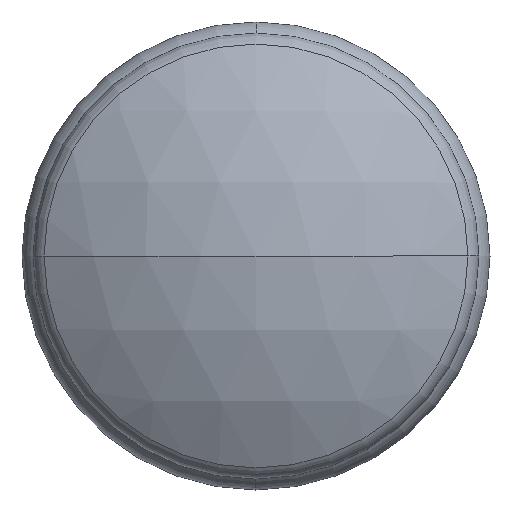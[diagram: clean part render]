
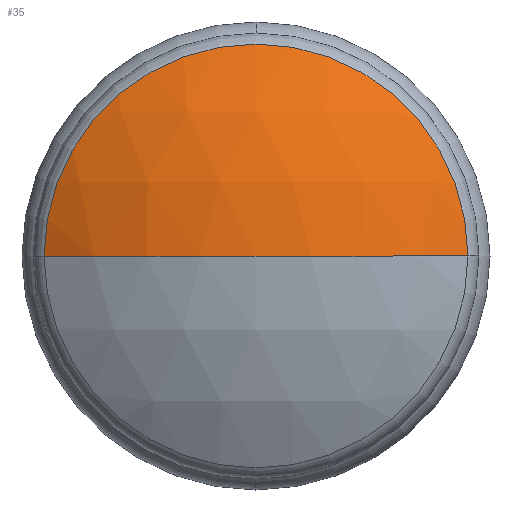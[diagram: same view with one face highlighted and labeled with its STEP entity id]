
A CAD part, left-side view. The second image highlights one B-rep face of the part: STEP entity #35.
In plain terms, the highlighted spherical face has radius 4.454 mm.
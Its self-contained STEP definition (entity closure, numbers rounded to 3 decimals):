
#35 = ADVANCED_FACE ( 'NONE', ( #1224 ), #1231, .T. ) ;
#150 = DIRECTION ( 'NONE',  ( 0., 0., 1. ) ) ;
#152 = CARTESIAN_POINT ( 'NONE',  ( 0., 0., 0. ) ) ;
#155 = DIRECTION ( 'NONE',  ( 0., 1., 0. ) ) ;
#346 = ORIENTED_EDGE ( 'NONE', *, *, #1347, .F. ) ;
#347 = ORIENTED_EDGE ( 'NONE', *, *, #1348, .T. ) ;
#348 = ORIENTED_EDGE ( 'NONE', *, *, #1349, .F. ) ;
#541 = CIRCLE ( 'NONE', #1466, 4.454 ) ;
#544 = CIRCLE ( 'NONE', #1467, 4.454 ) ;
#546 = CIRCLE ( 'NONE', #1468, 2.335 ) ;
#723 = CARTESIAN_POINT ( 'NONE',  ( -4.454, 0., 0. ) ) ;
#725 = CARTESIAN_POINT ( 'NONE',  ( -3.793, 2.335, 0. ) ) ;
#727 = CARTESIAN_POINT ( 'NONE',  ( -3.793, -2.335, 0. ) ) ;
#831 = CARTESIAN_POINT ( 'NONE',  ( 0., 0., 0. ) ) ;
#832 = DIRECTION ( 'NONE',  ( 0., 0., -1. ) ) ;
#833 = DIRECTION ( 'NONE',  ( -1., 0., 0. ) ) ;
#834 = CARTESIAN_POINT ( 'NONE',  ( 0., 0., 0. ) ) ;
#835 = DIRECTION ( 'NONE',  ( 0., 0., 1. ) ) ;
#836 = DIRECTION ( 'NONE',  ( 0., -1., 0. ) ) ;
#837 = CARTESIAN_POINT ( 'NONE',  ( -3.793, 0., 0. ) ) ;
#838 = DIRECTION ( 'NONE',  ( 1., 0., 0. ) ) ;
#839 = DIRECTION ( 'NONE',  ( 0., 1., 0. ) ) ;
#1118 = VERTEX_POINT ( 'NONE', #723 ) ;
#1120 = VERTEX_POINT ( 'NONE', #725 ) ;
#1122 = VERTEX_POINT ( 'NONE', #727 ) ;
#1138 = EDGE_LOOP ( 'NONE', ( #346, #347, #348 ) ) ;
#1224 = FACE_OUTER_BOUND ( 'NONE', #1138, .T. ) ;
#1231 = SPHERICAL_SURFACE ( 'NONE', #1409, 4.454 ) ;
#1347 = EDGE_CURVE ( 'NONE', #1118, #1120, #541, .T. ) ;
#1348 = EDGE_CURVE ( 'NONE', #1118, #1122, #544, .T. ) ;
#1349 = EDGE_CURVE ( 'NONE', #1120, #1122, #546, .T. ) ;
#1409 = AXIS2_PLACEMENT_3D ( 'NONE', #152, #150, #155 ) ;
#1466 = AXIS2_PLACEMENT_3D ( 'NONE', #831, #832, #833 ) ;
#1467 = AXIS2_PLACEMENT_3D ( 'NONE', #834, #835, #836 ) ;
#1468 = AXIS2_PLACEMENT_3D ( 'NONE', #837, #838, #839 ) ;
